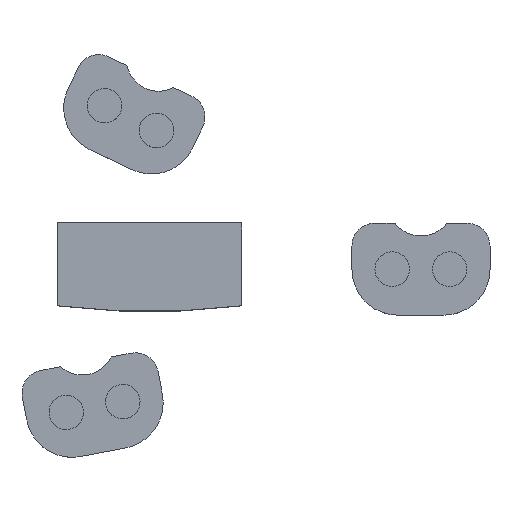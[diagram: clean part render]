
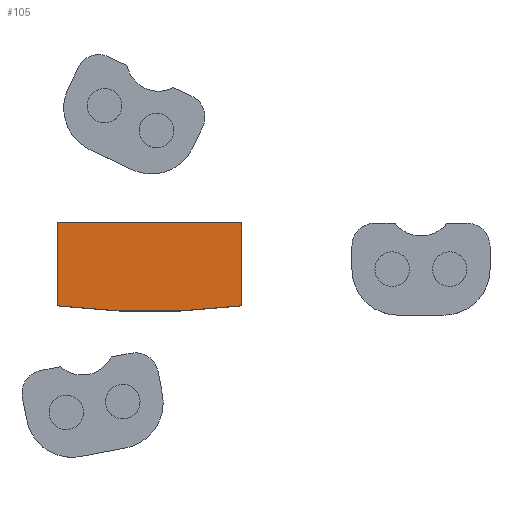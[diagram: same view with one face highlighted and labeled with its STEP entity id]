
A CAD part, top view. The second image highlights one B-rep face of the part: STEP entity #105.
In plain terms, the highlighted face is planar.
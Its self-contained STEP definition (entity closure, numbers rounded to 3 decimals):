
#51 = DIRECTION ( 'NONE',  ( 0., 0., 1. ) ) ;
#105 = ADVANCED_FACE ( 'NONE', ( #249 ), #1472, .F. ) ;
#112 = EDGE_CURVE ( 'NONE', #2757, #347, #346, .T. ) ;
#114 = DIRECTION ( 'NONE',  ( -1., 0., 0. ) ) ;
#170 = VECTOR ( 'NONE', #114, 1000. ) ;
#178 = CARTESIAN_POINT ( 'NONE',  ( -90.421, 6.333, 0. ) ) ;
#219 = CARTESIAN_POINT ( 'NONE',  ( -90.421, 0., 0. ) ) ;
#249 = FACE_OUTER_BOUND ( 'NONE', #323, .T. ) ;
#323 = EDGE_LOOP ( 'NONE', ( #494, #2918, #2595, #3050 ) ) ;
#346 = LINE ( 'NONE', #1988, #170 ) ;
#347 = VERTEX_POINT ( 'NONE', #178 ) ;
#494 = ORIENTED_EDGE ( 'NONE', *, *, #1999, .T. ) ;
#736 = DIRECTION ( 'NONE',  ( 1., 0., 0. ) ) ;
#870 = DIRECTION ( 'NONE',  ( 0., 1., 0. ) ) ;
#879 = CARTESIAN_POINT ( 'NONE',  ( -10.421, -29.667, 0. ) ) ;
#892 = CARTESIAN_POINT ( 'NONE',  ( -50.421, 289.587, 0. ) ) ;
#926 = DIRECTION ( 'NONE',  ( 1., 0., 0. ) ) ;
#1110 = LINE ( 'NONE', #2047, #1334 ) ;
#1203 = CARTESIAN_POINT ( 'NONE',  ( -10.421, 6.333, 0. ) ) ;
#1207 = CARTESIAN_POINT ( 'NONE',  ( 0., 0., 0. ) ) ;
#1269 = VERTEX_POINT ( 'NONE', #879 ) ;
#1334 = VECTOR ( 'NONE', #870, 1000. ) ;
#1472 = PLANE ( 'NONE',  #2109 ) ;
#1713 = VECTOR ( 'NONE', #2839, 1000. ) ;
#1893 = EDGE_CURVE ( 'NONE', #2853, #1269, #2257, .T. ) ;
#1988 = CARTESIAN_POINT ( 'NONE',  ( 0., 6.333, 0. ) ) ;
#1999 = EDGE_CURVE ( 'NONE', #2853, #347, #2183, .T. ) ;
#2047 = CARTESIAN_POINT ( 'NONE',  ( -10.421, 0., 0. ) ) ;
#2109 = AXIS2_PLACEMENT_3D ( 'NONE', #1207, #51, #736 ) ;
#2183 = LINE ( 'NONE', #219, #1713 ) ;
#2257 = CIRCLE ( 'NONE', #2654, 321.75 ) ;
#2558 = CARTESIAN_POINT ( 'NONE',  ( -90.421, -29.667, 0. ) ) ;
#2595 = ORIENTED_EDGE ( 'NONE', *, *, #2644, .F. ) ;
#2644 = EDGE_CURVE ( 'NONE', #1269, #2757, #1110, .T. ) ;
#2654 = AXIS2_PLACEMENT_3D ( 'NONE', #892, #3071, #926 ) ;
#2757 = VERTEX_POINT ( 'NONE', #1203 ) ;
#2839 = DIRECTION ( 'NONE',  ( 0., 1., 0. ) ) ;
#2853 = VERTEX_POINT ( 'NONE', #2558 ) ;
#2918 = ORIENTED_EDGE ( 'NONE', *, *, #112, .F. ) ;
#3050 = ORIENTED_EDGE ( 'NONE', *, *, #1893, .F. ) ;
#3071 = DIRECTION ( 'NONE',  ( 0., 0., 1. ) ) ;
